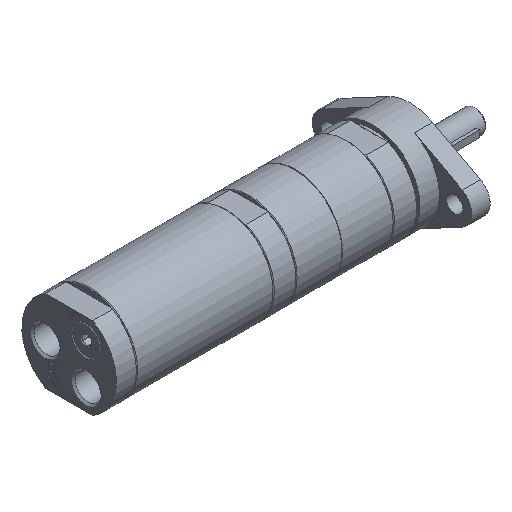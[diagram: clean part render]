
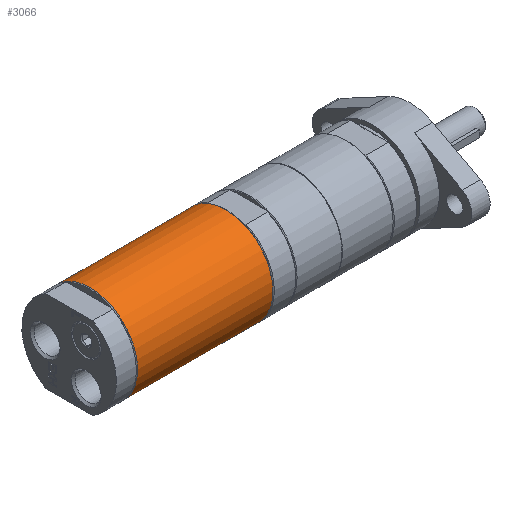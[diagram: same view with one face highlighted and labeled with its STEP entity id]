
A CAD part, isometric view. The second image highlights one B-rep face of the part: STEP entity #3066.
In plain terms, the highlighted cylindrical face has radius 20.75 mm (diameter 41.5 mm), a full revolution.
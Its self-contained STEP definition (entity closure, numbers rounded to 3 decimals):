
#482=LINE('',#5109,#749);
#749=VECTOR('',#4068,20.75);
#791=CYLINDRICAL_SURFACE('',#3331,20.75);
#968=FACE_OUTER_BOUND('',#1158,.T.);
#1158=EDGE_LOOP('',(#2700,#2701,#2702,#2703,#2704));
#1237=CIRCLE('',#3214,20.75);
#1238=CIRCLE('',#3215,20.75);
#1265=CIRCLE('',#3332,20.75);
#1359=VERTEX_POINT('',#4435);
#1360=VERTEX_POINT('',#4436);
#1531=VERTEX_POINT('',#5107);
#1666=EDGE_CURVE('',#1359,#1360,#1237,.T.);
#1667=EDGE_CURVE('',#1360,#1359,#1238,.T.);
#1926=EDGE_CURVE('',#1531,#1531,#1265,.T.);
#1927=EDGE_CURVE('',#1531,#1359,#482,.T.);
#2700=ORIENTED_EDGE('',*,*,#1926,.F.);
#2701=ORIENTED_EDGE('',*,*,#1927,.T.);
#2702=ORIENTED_EDGE('',*,*,#1666,.T.);
#2703=ORIENTED_EDGE('',*,*,#1667,.T.);
#2704=ORIENTED_EDGE('',*,*,#1927,.F.);
#3066=ADVANCED_FACE('',(#968),#791,.T.);
#3214=AXIS2_PLACEMENT_3D('',#4437,#3628,#3629);
#3215=AXIS2_PLACEMENT_3D('',#4438,#3630,#3631);
#3331=AXIS2_PLACEMENT_3D('',#5106,#4064,#4065);
#3332=AXIS2_PLACEMENT_3D('',#5108,#4066,#4067);
#3628=DIRECTION('center_axis',(-1.,0.,0.));
#3629=DIRECTION('ref_axis',(0.,0.,
-1.));
#3630=DIRECTION('center_axis',(-1.,0.,0.));
#3631=DIRECTION('ref_axis',(0.,0.,
-1.));
#4064=DIRECTION('center_axis',(-1.,0.,0.));
#4065=DIRECTION('ref_axis',(0.,-1.,0.));
#4066=DIRECTION('center_axis',(-1.,0.,0.));
#4067=DIRECTION('ref_axis',(0.,-1.,0.));
#4068=DIRECTION('',(1.,0.,0.));
#4435=CARTESIAN_POINT('',(33.7,20.75,0.));
#4436=CARTESIAN_POINT('',(33.7,0.,20.75));
#4437=CARTESIAN_POINT('Origin',(33.7,0.,0.));
#4438=CARTESIAN_POINT('Origin',(33.7,0.,0.));
#5106=CARTESIAN_POINT('Origin',(-12.85,0.,0.));
#5107=CARTESIAN_POINT('',(-25.7,20.75,0.));
#5108=CARTESIAN_POINT('Origin',(-25.7,0.,0.));
#5109=CARTESIAN_POINT('',(-12.85,20.75,0.));
